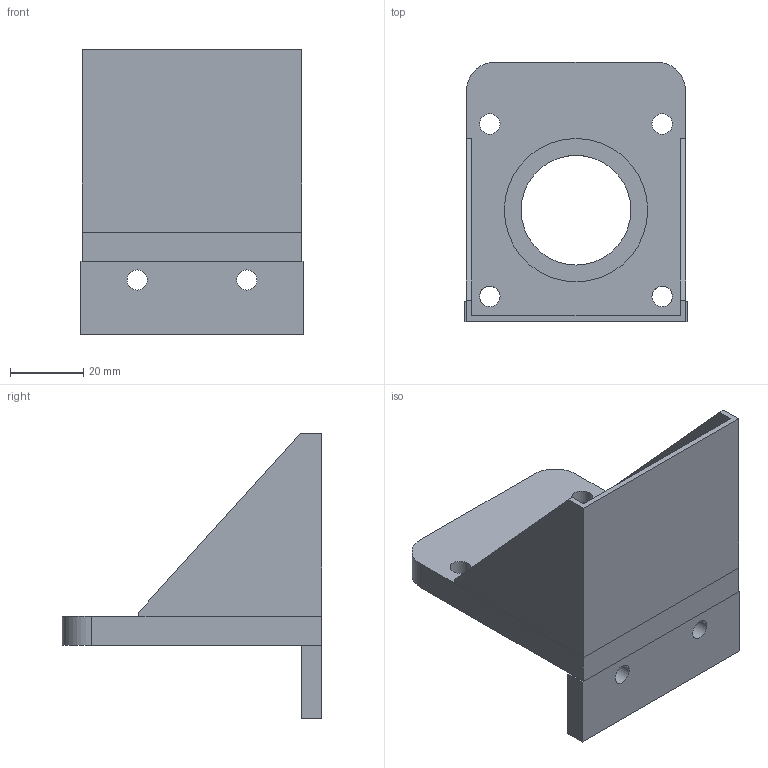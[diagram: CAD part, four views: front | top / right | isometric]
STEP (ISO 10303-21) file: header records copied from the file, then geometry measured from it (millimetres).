
FILE_DESCRIPTION(('FreeCAD Model'),'2;1');
FILE_NAME('Open CASCADE Shape Model','2025-05-01T20:24:27',(''),(''), 'Open CASCADE STEP processor 7.8','FreeCAD','Unknown');
FILE_SCHEMA(('AUTOMOTIVE_DESIGN { 1 0 10303 214 1 1 1 1 }'));
Length unit declared in the file: millimetre
Products named in the file (1): MotorPlate
Bounding box: 61 x 71 x 78 mm (x, y, z)
Volume: 41042.9 mm3; surface area: 24554.2 mm2
Topology: 1 solids, 1 shells, 43 faces, 112 edges, 70 vertices
Faces by surface type: plane 31, cylinder 12
Full cylindrical faces by diameter (mm): 5.5 x2, 5.6 x4, 30 x1, 39.2 x1
Entity records: 2823 total; most frequent: CARTESIAN_POINT 468, DIRECTION 453, LINE 268, VECTOR 268, ORIENTED_EDGE 224, PCURVE 224, DEFINITIONAL_REPRESENTATION 224, EDGE_CURVE 112
